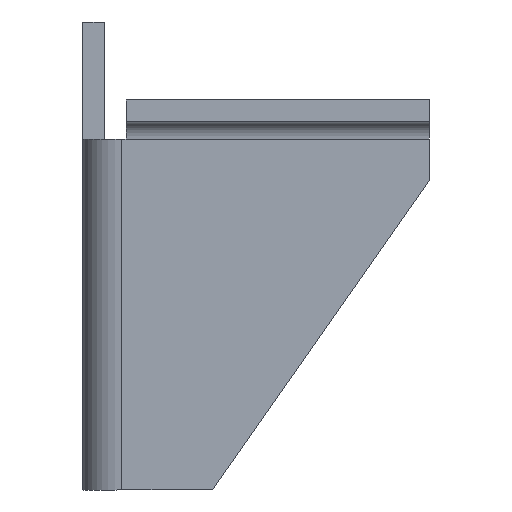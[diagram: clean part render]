
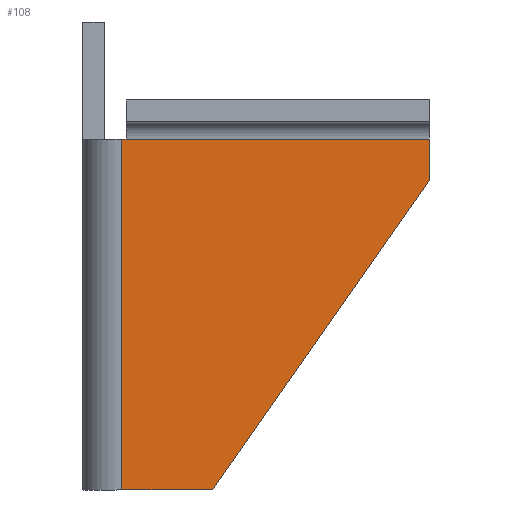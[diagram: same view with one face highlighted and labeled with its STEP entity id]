
A CAD part, front view. The second image highlights one B-rep face of the part: STEP entity #108.
In plain terms, the highlighted planar face has unit normal (0, -1, 0).
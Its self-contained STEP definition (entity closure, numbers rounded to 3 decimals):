
#108=ADVANCED_FACE('',(#232),#233,.T.);
#232=FACE_OUTER_BOUND('',#367,.T.);
#233=PLANE('',#368);
#367=EDGE_LOOP('',(#632,#633,#634,#635,#636,#637));
#368=AXIS2_PLACEMENT_3D('',#638,#639,#640);
#632=ORIENTED_EDGE('',*,*,#818,.F.);
#633=ORIENTED_EDGE('',*,*,#882,.F.);
#634=ORIENTED_EDGE('',*,*,#889,.F.);
#635=ORIENTED_EDGE('',*,*,#890,.T.);
#636=ORIENTED_EDGE('',*,*,#891,.F.);
#637=ORIENTED_EDGE('',*,*,#892,.F.);
#638=CARTESIAN_POINT('',(40.0,115.0,42.5));
#639=DIRECTION('',(0.,-1.0,0.));
#640=DIRECTION('',(-1.0,0.,0.0));
#818=EDGE_CURVE('',#982,#984,#985,.T.);
#882=EDGE_CURVE('',#971,#982,#1077,.T.);
#889=EDGE_CURVE('',#1087,#971,#1088,.T.);
#890=EDGE_CURVE('',#1087,#1089,#1090,.T.);
#891=EDGE_CURVE('',#1091,#1089,#1092,.T.);
#892=EDGE_CURVE('',#984,#1091,#1093,.T.);
#971=VERTEX_POINT('',#1197);
#982=VERTEX_POINT('',#1212);
#984=VERTEX_POINT('',#1214);
#985=LINE('',#1215,#1216);
#1077=LINE('',#1353,#1354);
#1087=VERTEX_POINT('',#1368);
#1088=LINE('',#1369,#1370);
#1089=VERTEX_POINT('',#1371);
#1090=LINE('',#1372,#1373);
#1091=VERTEX_POINT('',#1374);
#1092=LINE('',#1375,#1376);
#1093=LINE('',#1377,#1378);
#1197=CARTESIAN_POINT('',(5.,115.0,40.5));
#1212=CARTESIAN_POINT('',(40.0,115.0,40.5));
#1214=CARTESIAN_POINT('',(40.0,115.0,35.704));
#1215=CARTESIAN_POINT('',(40.0,115.0,35.704));
#1216=VECTOR('',#1512,1.0);
#1353=CARTESIAN_POINT('',(5.,115.0,40.5));
#1354=VECTOR('',#1561,1.0);
#1368=CARTESIAN_POINT('',(4.5,115.0,40.5));
#1369=CARTESIAN_POINT('',(4.5,115.0,40.5));
#1370=VECTOR('',#1566,1.0);
#1371=CARTESIAN_POINT('',(4.5,115.0,0.));
#1372=CARTESIAN_POINT('',(4.5,115.0,40.5));
#1373=VECTOR('',#1567,1.0);
#1374=CARTESIAN_POINT('',(15.0,115.0,0.));
#1375=CARTESIAN_POINT('',(5.,115.0,0.));
#1376=VECTOR('',#1568,1.0);
#1377=CARTESIAN_POINT('',(15.0,115.0,0.));
#1378=VECTOR('',#1569,1.0);
#1512=DIRECTION('',(0.0,0.,-1.0));
#1561=DIRECTION('',(1.0,0.,0.));
#1566=DIRECTION('',(1.0,0.,0.));
#1567=DIRECTION('',(0.,0.,-1.0));
#1568=DIRECTION('',(-1.0,0.,0.));
#1569=DIRECTION('',(-0.574,0.,-0.819));
